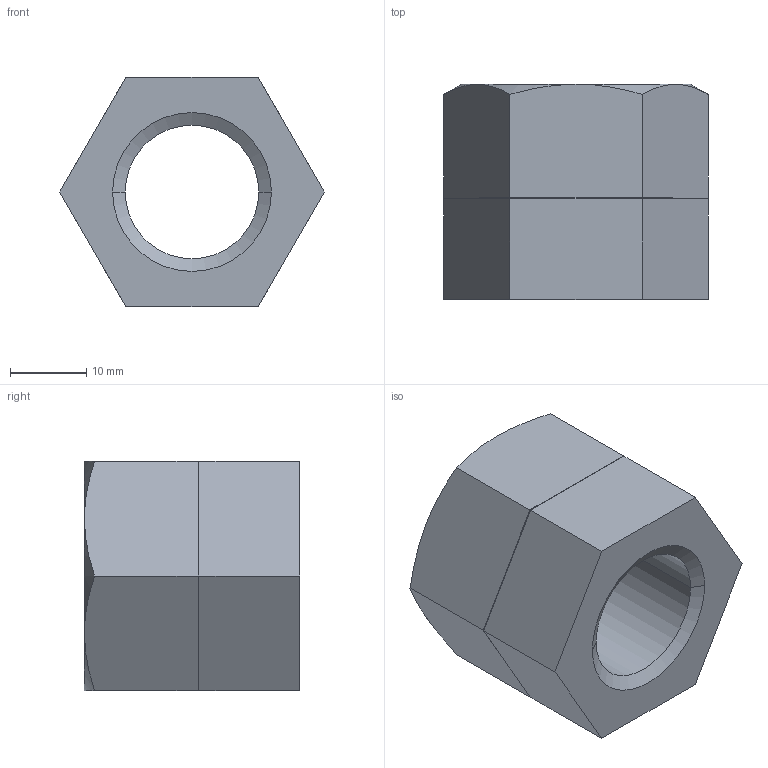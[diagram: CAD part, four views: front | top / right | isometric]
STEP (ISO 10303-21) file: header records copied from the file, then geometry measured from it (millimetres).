
FILE_DESCRIPTION((''),'2;1');
FILE_NAME('0RSTD020_____0','2019-10-29T13:59:04',('kim.bk'),(''),'CREO PARAMETRIC BY PTC INC, 2019010','CREO PARAMETRIC BY PTC INC, 2019010','');
FILE_SCHEMA(('CONFIG_CONTROL_DESIGN'));
Length unit declared in the file: millimetre
Products named in the file (1): 0RSTD020_____0
Bounding box: 34.64 x 28.2 x 30 mm (x, y, z)
Volume: 15006.2 mm3; surface area: 7588.7 mm2
Topology: 2 solids, 2 shells, 314 faces, 866 edges, 574 vertices
Faces by surface type: plane 296, cone 14, cylinder 4
Entity records: 9894 total; most frequent: CARTESIAN_POINT 1832, ORIENTED_EDGE 1732, DIRECTION 1508, EDGE_CURVE 866, VECTOR 828, LINE 828, VERTEX_POINT 574, AXIS2_PLACEMENT_3D 340
